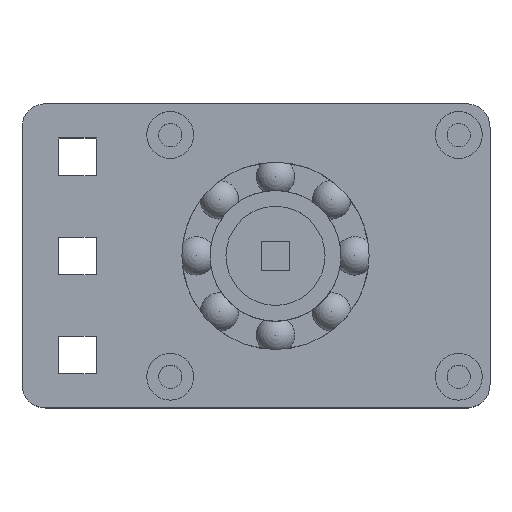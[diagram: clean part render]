
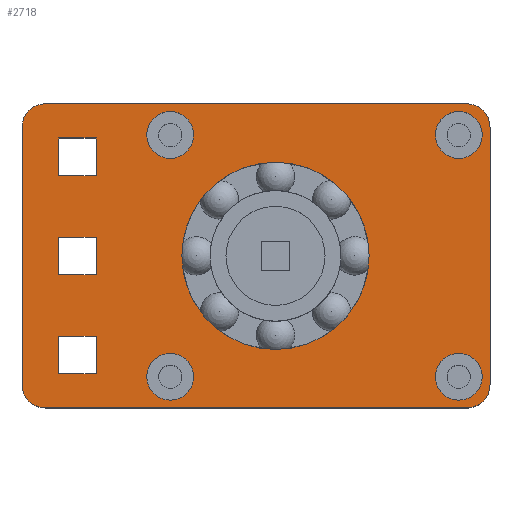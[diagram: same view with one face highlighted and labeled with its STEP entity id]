
A CAD part, top view. The second image highlights one B-rep face of the part: STEP entity #2718.
In plain terms, the highlighted planar face has unit normal (0, 0, 1).
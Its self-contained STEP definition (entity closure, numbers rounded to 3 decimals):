
#135=FACE_BOUND('',#542,.T.);
#136=FACE_BOUND('',#543,.T.);
#137=FACE_BOUND('',#544,.T.);
#138=FACE_BOUND('',#545,.T.);
#139=FACE_BOUND('',#546,.T.);
#140=FACE_BOUND('',#547,.T.);
#141=FACE_BOUND('',#548,.T.);
#142=FACE_BOUND('',#549,.T.);
#222=PLANE('',#3078);
#361=FACE_OUTER_BOUND('',#541,.T.);
#541=EDGE_LOOP('',(#2378,#2379,#2380,#2381,#2382,#2383,#2384,#2385));
#542=EDGE_LOOP('',(#2386,#2387,#2388,#2389));
#543=EDGE_LOOP('',(#2390,#2391,#2392,#2393));
#544=EDGE_LOOP('',(#2394,#2395,#2396,#2397));
#545=EDGE_LOOP('',(#2398));
#546=EDGE_LOOP('',(#2399));
#547=EDGE_LOOP('',(#2400));
#548=EDGE_LOOP('',(#2401));
#549=EDGE_LOOP('',(#2402));
#710=LINE('',#5183,#883);
#711=LINE('',#5187,#884);
#712=LINE('',#5191,#885);
#713=LINE('',#5194,#886);
#714=LINE('',#5197,#887);
#715=LINE('',#5199,#888);
#716=LINE('',#5201,#889);
#717=LINE('',#5202,#890);
#718=LINE('',#5205,#891);
#719=LINE('',#5207,#892);
#720=LINE('',#5209,#893);
#721=LINE('',#5210,#894);
#722=LINE('',#5213,#895);
#723=LINE('',#5215,#896);
#724=LINE('',#5217,#897);
#725=LINE('',#5218,#898);
#883=VECTOR('',#3808,10.);
#884=VECTOR('',#3811,10.);
#885=VECTOR('',#3814,10.);
#886=VECTOR('',#3817,10.);
#887=VECTOR('',#3818,10.);
#888=VECTOR('',#3819,10.);
#889=VECTOR('',#3820,10.);
#890=VECTOR('',#3821,10.);
#891=VECTOR('',#3822,10.);
#892=VECTOR('',#3823,10.);
#893=VECTOR('',#3824,10.);
#894=VECTOR('',#3825,10.);
#895=VECTOR('',#3826,10.);
#896=VECTOR('',#3827,10.);
#897=VECTOR('',#3828,10.);
#898=VECTOR('',#3829,10.);
#1097=CIRCLE('',#3079,3.);
#1098=CIRCLE('',#3080,3.);
#1099=CIRCLE('',#3081,3.);
#1100=CIRCLE('',#3082,3.);
#1101=CIRCLE('',#3083,3.);
#1102=CIRCLE('',#3084,3.);
#1103=CIRCLE('',#3085,3.);
#1104=CIRCLE('',#3086,3.);
#1105=CIRCLE('',#3087,12.002);
#1331=VERTEX_POINT('',#5179);
#1332=VERTEX_POINT('',#5180);
#1333=VERTEX_POINT('',#5182);
#1334=VERTEX_POINT('',#5184);
#1335=VERTEX_POINT('',#5186);
#1336=VERTEX_POINT('',#5188);
#1337=VERTEX_POINT('',#5190);
#1338=VERTEX_POINT('',#5192);
#1339=VERTEX_POINT('',#5195);
#1340=VERTEX_POINT('',#5196);
#1341=VERTEX_POINT('',#5198);
#1342=VERTEX_POINT('',#5200);
#1343=VERTEX_POINT('',#5203);
#1344=VERTEX_POINT('',#5204);
#1345=VERTEX_POINT('',#5206);
#1346=VERTEX_POINT('',#5208);
#1347=VERTEX_POINT('',#5211);
#1348=VERTEX_POINT('',#5212);
#1349=VERTEX_POINT('',#5214);
#1350=VERTEX_POINT('',#5216);
#1351=VERTEX_POINT('',#5219);
#1352=VERTEX_POINT('',#5221);
#1353=VERTEX_POINT('',#5223);
#1354=VERTEX_POINT('',#5225);
#1355=VERTEX_POINT('',#5227);
#1690=EDGE_CURVE('',#1331,#1332,#1097,.T.);
#1691=EDGE_CURVE('',#1333,#1331,#710,.T.);
#1692=EDGE_CURVE('',#1334,#1333,#1098,.T.);
#1693=EDGE_CURVE('',#1335,#1334,#711,.T.);
#1694=EDGE_CURVE('',#1336,#1335,#1099,.T.);
#1695=EDGE_CURVE('',#1337,#1336,#712,.T.);
#1696=EDGE_CURVE('',#1338,#1337,#1100,.T.);
#1697=EDGE_CURVE('',#1332,#1338,#713,.T.);
#1698=EDGE_CURVE('',#1339,#1340,#714,.T.);
#1699=EDGE_CURVE('',#1341,#1339,#715,.T.);
#1700=EDGE_CURVE('',#1342,#1341,#716,.T.);
#1701=EDGE_CURVE('',#1340,#1342,#717,.T.);
#1702=EDGE_CURVE('',#1343,#1344,#718,.T.);
#1703=EDGE_CURVE('',#1345,#1343,#719,.T.);
#1704=EDGE_CURVE('',#1346,#1345,#720,.T.);
#1705=EDGE_CURVE('',#1344,#1346,#721,.T.);
#1706=EDGE_CURVE('',#1347,#1348,#722,.T.);
#1707=EDGE_CURVE('',#1349,#1347,#723,.T.);
#1708=EDGE_CURVE('',#1350,#1349,#724,.T.);
#1709=EDGE_CURVE('',#1348,#1350,#725,.T.);
#1710=EDGE_CURVE('',#1351,#1351,#1101,.T.);
#1711=EDGE_CURVE('',#1352,#1352,#1102,.T.);
#1712=EDGE_CURVE('',#1353,#1353,#1103,.T.);
#1713=EDGE_CURVE('',#1354,#1354,#1104,.T.);
#1714=EDGE_CURVE('',#1355,#1355,#1105,.T.);
#2378=ORIENTED_EDGE('',*,*,#1690,.F.);
#2379=ORIENTED_EDGE('',*,*,#1691,.F.);
#2380=ORIENTED_EDGE('',*,*,#1692,.F.);
#2381=ORIENTED_EDGE('',*,*,#1693,.F.);
#2382=ORIENTED_EDGE('',*,*,#1694,.F.);
#2383=ORIENTED_EDGE('',*,*,#1695,.F.);
#2384=ORIENTED_EDGE('',*,*,#1696,.F.);
#2385=ORIENTED_EDGE('',*,*,#1697,.F.);
#2386=ORIENTED_EDGE('',*,*,#1698,.F.);
#2387=ORIENTED_EDGE('',*,*,#1699,.F.);
#2388=ORIENTED_EDGE('',*,*,#1700,.F.);
#2389=ORIENTED_EDGE('',*,*,#1701,.F.);
#2390=ORIENTED_EDGE('',*,*,#1702,.F.);
#2391=ORIENTED_EDGE('',*,*,#1703,.F.);
#2392=ORIENTED_EDGE('',*,*,#1704,.F.);
#2393=ORIENTED_EDGE('',*,*,#1705,.F.);
#2394=ORIENTED_EDGE('',*,*,#1706,.F.);
#2395=ORIENTED_EDGE('',*,*,#1707,.F.);
#2396=ORIENTED_EDGE('',*,*,#1708,.F.);
#2397=ORIENTED_EDGE('',*,*,#1709,.F.);
#2398=ORIENTED_EDGE('',*,*,#1710,.F.);
#2399=ORIENTED_EDGE('',*,*,#1711,.F.);
#2400=ORIENTED_EDGE('',*,*,#1712,.F.);
#2401=ORIENTED_EDGE('',*,*,#1713,.F.);
#2402=ORIENTED_EDGE('',*,*,#1714,.F.);
#2718=ADVANCED_FACE('',(#361,#135,#136,#137,#138,#139,#140,#141,#142),#222,
 .T.);
#3078=AXIS2_PLACEMENT_3D('',#5178,#3804,#3805);
#3079=AXIS2_PLACEMENT_3D('',#5181,#3806,#3807);
#3080=AXIS2_PLACEMENT_3D('',#5185,#3809,#3810);
#3081=AXIS2_PLACEMENT_3D('',#5189,#3812,#3813);
#3082=AXIS2_PLACEMENT_3D('',#5193,#3815,#3816);
#3083=AXIS2_PLACEMENT_3D('',#5220,#3830,#3831);
#3084=AXIS2_PLACEMENT_3D('',#5222,#3832,#3833);
#3085=AXIS2_PLACEMENT_3D('',#5224,#3834,#3835);
#3086=AXIS2_PLACEMENT_3D('',#5226,#3836,#3837);
#3087=AXIS2_PLACEMENT_3D('',#5228,#3838,#3839);
#3804=DIRECTION('center_axis',(0.,0.,1.));
#3805=DIRECTION('ref_axis',(1.,0.,0.));
#3806=DIRECTION('center_axis',(0.,0.,-1.));
#3807=DIRECTION('ref_axis',(0.707,0.707,0.));
#3808=DIRECTION('',(1.,0.,0.));
#3809=DIRECTION('center_axis',(0.,0.,-1.));
#3810=DIRECTION('ref_axis',(-0.707,0.707,0.));
#3811=DIRECTION('',(0.,1.,0.));
#3812=DIRECTION('center_axis',(0.,0.,-1.));
#3813=DIRECTION('ref_axis',(-0.707,-0.707,0.));
#3814=DIRECTION('',(-1.,0.,0.));
#3815=DIRECTION('center_axis',(0.,0.,-1.));
#3816=DIRECTION('ref_axis',(0.707,-0.707,0.));
#3817=DIRECTION('',(0.,-1.,0.));
#3818=DIRECTION('',(1.,0.,0.));
#3819=DIRECTION('',(0.,-1.,0.));
#3820=DIRECTION('',(-1.,0.,0.));
#3821=DIRECTION('',(0.,1.,0.));
#3822=DIRECTION('',(1.,0.,0.));
#3823=DIRECTION('',(0.,-1.,0.));
#3824=DIRECTION('',(-1.,0.,0.));
#3825=DIRECTION('',(0.,1.,0.));
#3826=DIRECTION('',(0.,1.,0.));
#3827=DIRECTION('',(1.,0.,0.));
#3828=DIRECTION('',(0.,-1.,0.));
#3829=DIRECTION('',(-1.,0.,0.));
#3830=DIRECTION('center_axis',(0.,0.,1.));
#3831=DIRECTION('ref_axis',(1.,0.,0.));
#3832=DIRECTION('center_axis',(0.,0.,1.));
#3833=DIRECTION('ref_axis',(1.,0.,0.));
#3834=DIRECTION('center_axis',(0.,0.,1.));
#3835=DIRECTION('ref_axis',(1.,0.,0.));
#3836=DIRECTION('center_axis',(0.,0.,1.));
#3837=DIRECTION('ref_axis',(1.,0.,0.));
#3838=DIRECTION('center_axis',(0.,0.,1.));
#3839=DIRECTION('ref_axis',(1.,0.,0.));
#5178=CARTESIAN_POINT('Origin',(0.,0.,
20.05));
#5179=CARTESIAN_POINT('',(24.5,19.5,20.05));
#5180=CARTESIAN_POINT('',(27.5,16.5,20.05));
#5181=CARTESIAN_POINT('Origin',(24.5,16.5,20.05));
#5182=CARTESIAN_POINT('',(-29.5,19.5,20.05));
#5183=CARTESIAN_POINT('',(-8.75,19.5,20.05));
#5184=CARTESIAN_POINT('',(-32.5,16.5,20.05));
#5185=CARTESIAN_POINT('Origin',(-29.5,16.5,20.05));
#5186=CARTESIAN_POINT('',(-32.5,-16.5,20.05));
#5187=CARTESIAN_POINT('',(-32.5,-9.75,20.05));
#5188=CARTESIAN_POINT('',(-29.5,-19.5,20.05));
#5189=CARTESIAN_POINT('Origin',(-29.5,-16.5,20.05));
#5190=CARTESIAN_POINT('',(24.5,-19.5,20.05));
#5191=CARTESIAN_POINT('',(8.75,-19.5,20.05));
#5192=CARTESIAN_POINT('',(27.5,-16.5,20.05));
#5193=CARTESIAN_POINT('Origin',(24.5,-16.5,20.05));
#5194=CARTESIAN_POINT('',(27.5,8.75,20.05));
#5195=CARTESIAN_POINT('',(-27.813,10.287,20.05));
#5196=CARTESIAN_POINT('',(-22.987,10.287,20.05));
#5197=CARTESIAN_POINT('',(-13.907,10.287,20.05));
#5198=CARTESIAN_POINT('',(-27.813,15.113,20.05));
#5199=CARTESIAN_POINT('',(-27.813,7.557,20.05));
#5200=CARTESIAN_POINT('',(-22.987,15.113,20.05));
#5201=CARTESIAN_POINT('',(-11.494,15.113,20.05));
#5202=CARTESIAN_POINT('',(-22.987,5.144,20.05));
#5203=CARTESIAN_POINT('',(-27.813,-15.113,20.05));
#5204=CARTESIAN_POINT('',(-22.987,-15.113,20.05));
#5205=CARTESIAN_POINT('',(-13.907,-15.113,20.05));
#5206=CARTESIAN_POINT('',(-27.813,-10.287,20.05));
#5207=CARTESIAN_POINT('',(-27.813,-5.144,20.05));
#5208=CARTESIAN_POINT('',(-22.987,-10.287,20.05));
#5209=CARTESIAN_POINT('',(-11.494,-10.287,20.05));
#5210=CARTESIAN_POINT('',(-22.987,-7.557,20.05));
#5211=CARTESIAN_POINT('',(-22.987,-2.413,20.05));
#5212=CARTESIAN_POINT('',(-22.987,2.413,20.05));
#5213=CARTESIAN_POINT('',(-22.987,-1.207,20.05));
#5214=CARTESIAN_POINT('',(-27.813,-2.413,20.05));
#5215=CARTESIAN_POINT('',(-13.907,-2.413,20.05));
#5216=CARTESIAN_POINT('',(-27.813,2.413,20.05));
#5217=CARTESIAN_POINT('',(-27.813,1.207,20.05));
#5218=CARTESIAN_POINT('',(-11.494,2.413,20.05));
#5219=CARTESIAN_POINT('',(-16.5,-15.5,20.05));
#5220=CARTESIAN_POINT('Origin',(-13.5,-15.5,20.05));
#5221=CARTESIAN_POINT('',(20.5,-15.5,20.05));
#5222=CARTESIAN_POINT('Origin',(23.5,-15.5,20.05));
#5223=CARTESIAN_POINT('',(-16.5,15.5,20.05));
#5224=CARTESIAN_POINT('Origin',(-13.5,15.5,20.05));
#5225=CARTESIAN_POINT('',(20.5,15.5,20.05));
#5226=CARTESIAN_POINT('Origin',(23.5,15.5,20.05));
#5227=CARTESIAN_POINT('',(-12.002,0.,20.05));
#5228=CARTESIAN_POINT('Origin',(0.,0.,20.05));
